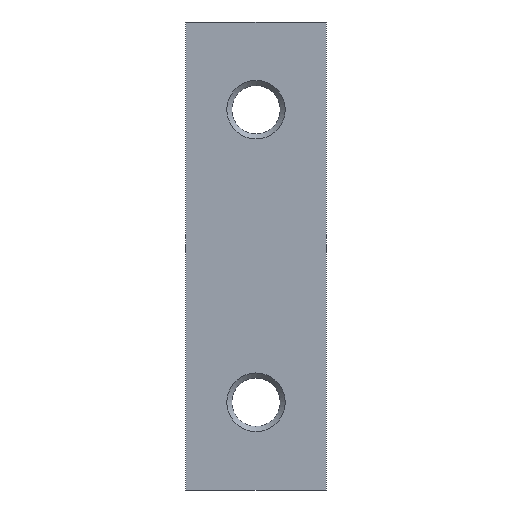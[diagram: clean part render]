
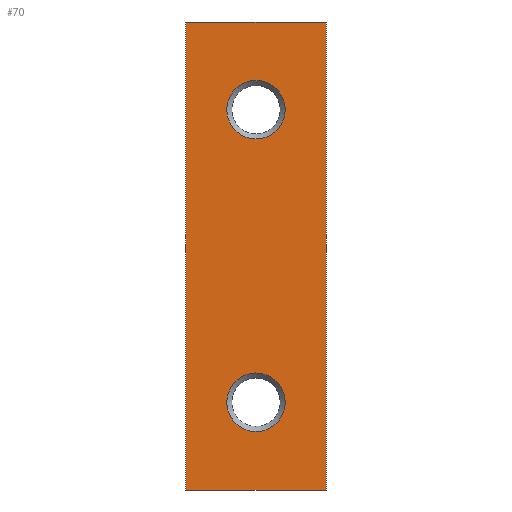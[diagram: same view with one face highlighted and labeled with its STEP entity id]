
A CAD part, front view. The second image highlights one B-rep face of the part: STEP entity #70.
In plain terms, the highlighted planar face has unit normal (0, -1, 0).
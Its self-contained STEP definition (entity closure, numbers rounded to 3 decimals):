
#70=ADVANCED_FACE('',(#137,#138,#139),#140,.F.);
#137=FACE_BOUND('',#202,.T.);
#138=FACE_BOUND('',#203,.T.);
#139=FACE_OUTER_BOUND('',#204,.T.);
#140=PLANE('',#205);
#202=EDGE_LOOP('',(#331,#332));
#203=EDGE_LOOP('',(#333,#334));
#204=EDGE_LOOP('',(#335,#336,#337,#338));
#205=AXIS2_PLACEMENT_3D('',#339,#340,#341);
#331=ORIENTED_EDGE('',*,*,#402,.T.);
#332=ORIENTED_EDGE('',*,*,#385,.T.);
#333=ORIENTED_EDGE('',*,*,#409,.T.);
#334=ORIENTED_EDGE('',*,*,#372,.T.);
#335=ORIENTED_EDGE('',*,*,#421,.T.);
#336=ORIENTED_EDGE('',*,*,#417,.F.);
#337=ORIENTED_EDGE('',*,*,#422,.F.);
#338=ORIENTED_EDGE('',*,*,#414,.F.);
#339=CARTESIAN_POINT('',(0.0,0.0,12.5));
#340=DIRECTION('',(0.0,1.0,0.0));
#341=DIRECTION('',(0.0,0.0,1.0));
#372=EDGE_CURVE('',#432,#429,#433,.T.);
#385=EDGE_CURVE('',#453,#450,#454,.T.);
#402=EDGE_CURVE('',#450,#453,#476,.T.);
#409=EDGE_CURVE('',#429,#432,#483,.T.);
#414=EDGE_CURVE('',#490,#485,#492,.T.);
#417=EDGE_CURVE('',#495,#497,#498,.T.);
#421=EDGE_CURVE('',#490,#497,#503,.T.);
#422=EDGE_CURVE('',#485,#495,#504,.T.);
#429=VERTEX_POINT('',#511);
#432=VERTEX_POINT('',#515);
#433=CIRCLE('',#516,2.5);
#450=VERTEX_POINT('',#538);
#453=VERTEX_POINT('',#542);
#454=CIRCLE('',#543,2.5);
#476=CIRCLE('',#570,2.5);
#483=CIRCLE('',#577,2.5);
#485=VERTEX_POINT('',#579);
#490=VERTEX_POINT('',#586);
#492=LINE('',#589,#590);
#495=VERTEX_POINT('',#593);
#497=VERTEX_POINT('',#596);
#498=LINE('',#597,#598);
#503=LINE('',#605,#606);
#504=LINE('',#607,#608);
#511=CARTESIAN_POINT('',(2.5,0.0,0.0));
#515=CARTESIAN_POINT('',(-2.5,0.0,0.));
#516=AXIS2_PLACEMENT_3D('',#617,#618,#619);
#538=CARTESIAN_POINT('',(2.5,0.0,25.0));
#542=CARTESIAN_POINT('',(-2.5,0.0,25.0));
#543=AXIS2_PLACEMENT_3D('',#635,#636,#637);
#570=AXIS2_PLACEMENT_3D('',#661,#662,#663);
#577=AXIS2_PLACEMENT_3D('',#673,#674,#675);
#579=CARTESIAN_POINT('',(6.0,0.0,32.5));
#586=CARTESIAN_POINT('',(-6.0,0.0,32.5));
#589=CARTESIAN_POINT('',(0.0,0.0,32.5));
#590=VECTOR('',#679,1.0);
#593=CARTESIAN_POINT('',(6.0,0.0,-7.5));
#596=CARTESIAN_POINT('',(-6.0,0.0,-7.5));
#597=CARTESIAN_POINT('',(0.0,0.0,-7.5));
#598=VECTOR('',#681,1.0);
#605=CARTESIAN_POINT('',(-6.0,0.0,12.5));
#606=VECTOR('',#684,1.0);
#607=CARTESIAN_POINT('',(6.0,0.0,12.5));
#608=VECTOR('',#685,1.0);
#617=CARTESIAN_POINT('',(0.0,0.0,0.0));
#618=DIRECTION('',(-0.0,1.0,0.0));
#619=DIRECTION('',(1.0,0.0,0.0));
#635=CARTESIAN_POINT('',(0.0,0.0,25.0));
#636=DIRECTION('',(-0.0,1.0,0.0));
#637=DIRECTION('',(1.0,0.0,0.0));
#661=CARTESIAN_POINT('',(0.0,0.0,25.0));
#662=DIRECTION('',(-0.0,1.0,0.0));
#663=DIRECTION('',(1.0,0.0,0.0));
#673=CARTESIAN_POINT('',(0.0,0.0,0.0));
#674=DIRECTION('',(-0.0,1.0,0.0));
#675=DIRECTION('',(1.0,0.0,0.0));
#679=DIRECTION('',(1.0,0.0,0.0));
#681=DIRECTION('',(-1.0,0.0,0.0));
#684=DIRECTION('',(0.0,0.0,-1.0));
#685=DIRECTION('',(0.0,0.0,-1.0));
